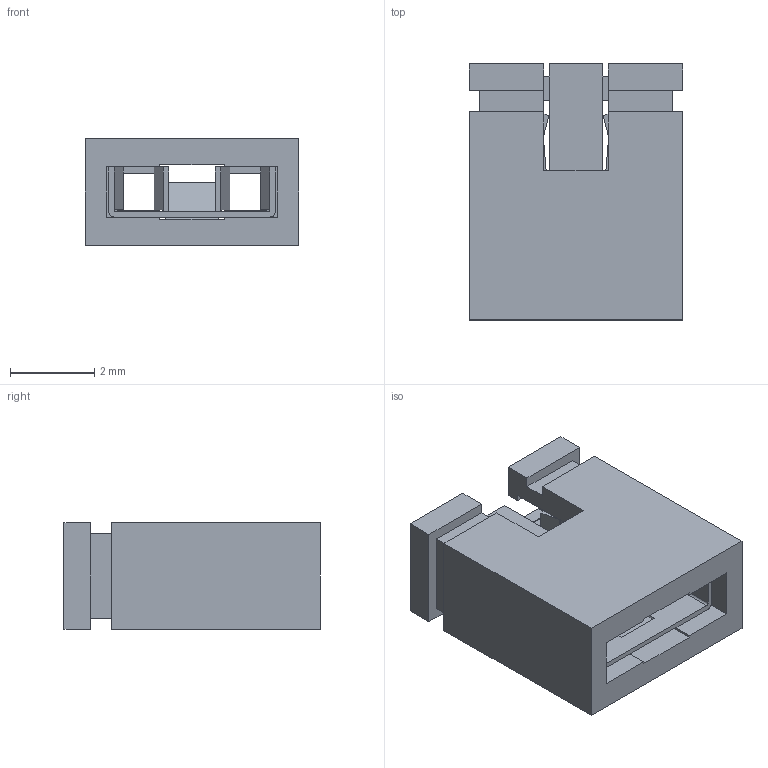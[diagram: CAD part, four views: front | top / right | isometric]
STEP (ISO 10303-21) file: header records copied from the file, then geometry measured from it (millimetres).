
FILE_DESCRIPTION(('HOOPS Exchange Step'),'2;1');
FILE_NAME('temp_export','2023-02-23T14:27:35+08:00',('30abd'),('Shapr3D Limited'),'HOOPS Exchange 2022.2','Shapr3D','Authorized');
FILE_SCHEMA( ('AUTOMOTIVE_DESIGN { 1 0 10303 214 1 1 1 1 }') );
Length unit declared in the file: millimetre
Products named in the file (4): SNT-100_pins; SNT-100-BK_body; temp_import.stp; root
Assembly tree (3 placements, depth 3):
  root
    temp_import.stp
      SNT-100_pins
      SNT-100-BK_body
Bounding box: 5.08 x 6.1 x 2.54 mm (x, y, z)
Volume: 49.5 mm3; surface area: 247.9 mm2
Topology: 2 solids, 2 shells, 133 faces, 374 edges, 244 vertices
Faces by surface type: plane 113, cylinder 20
Entity records: 4317 total; most frequent: CARTESIAN_POINT 755, ORIENTED_EDGE 748, DIRECTION 688, EDGE_CURVE 374, VECTOR 334, LINE 334, VERTEX_POINT 244, AXIS2_PLACEMENT_3D 177
